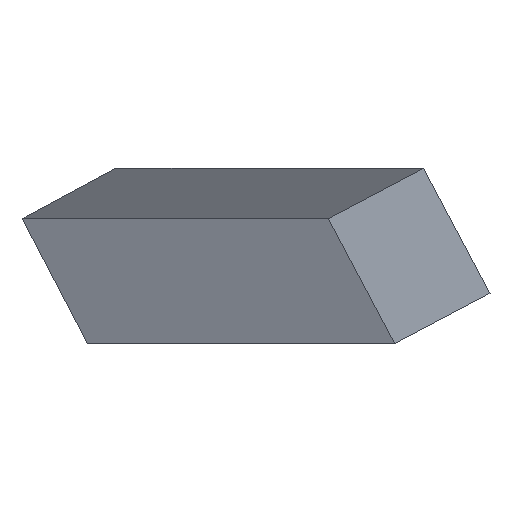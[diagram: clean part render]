
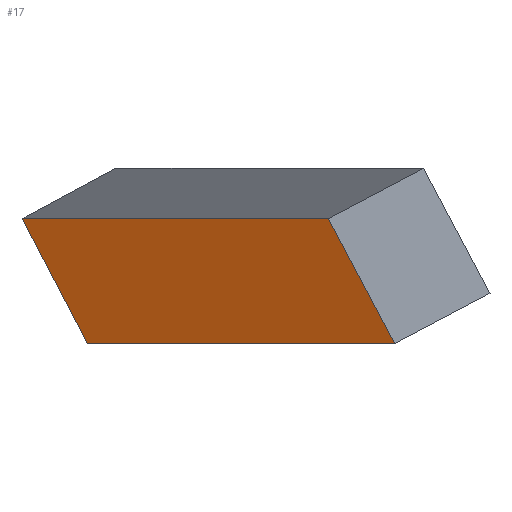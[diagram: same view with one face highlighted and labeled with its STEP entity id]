
A CAD part, front view. The second image highlights one B-rep face of the part: STEP entity #17.
In plain terms, the highlighted planar face has unit normal (-0.88, -0.077, -0.468).
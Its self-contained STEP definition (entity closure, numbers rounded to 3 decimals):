
#17 = ADVANCED_FACE('',(#18),#32,.F.);
#18 = FACE_BOUND('',#19,.F.);
#19 = EDGE_LOOP('',(#20,#53,#79,#105));
#20 = ORIENTED_EDGE('',*,*,#21,.F.);
#21 = EDGE_CURVE('',#22,#24,#26,.T.);
#22 = VERTEX_POINT('',#23);
#23 = CARTESIAN_POINT('',(5790.875,995.402,
    -4935.531));
#24 = VERTEX_POINT('',#25);
#25 = CARTESIAN_POINT('',(5876.623,15.295,
    -4935.531));
#26 = SURFACE_CURVE('',#27,(#31,#42),.PCURVE_S1.);
#27 = LINE('',#28,#29);
#28 = CARTESIAN_POINT('',(5833.531,507.849,
    -4935.531));
#29 = VECTOR('',#30,1.);
#30 = DIRECTION('',(0.087,-0.996,
    0.));
#31 = PCURVE('',#32,#37);
#32 = PLANE('',#33);
#33 = AXIS2_PLACEMENT_3D('',#34,#35,#36);
#34 = CARTESIAN_POINT('',(2521.518,220.604,
    1340.716));
#35 = DIRECTION('',(0.88,0.077,0.468));
#36 = DIRECTION('',(0.469,0.,-0.883)
  );
#37 = DEFINITIONAL_REPRESENTATION('',(#38),#41);
#38 = B_SPLINE_CURVE_WITH_KNOTS('',1,(#39,#40),.UNSPECIFIED.,.F.,.F.,(2,
    2),(-694.797,619.296),.PIECEWISE_BEZIER_KNOTS.);
#39 = CARTESIAN_POINT('',(7068.064,982.315));
#40 = CARTESIAN_POINT('',(7121.833,-330.677));
#41 = ( GEOMETRIC_REPRESENTATION_CONTEXT(2) 
PARAMETRIC_REPRESENTATION_CONTEXT() REPRESENTATION_CONTEXT('2D SPACE',''
  ) );
#42 = PCURVE('',#43,#48);
#43 = PLANE('',#44);
#44 = AXIS2_PLACEMENT_3D('',#45,#46,#47);
#45 = CARTESIAN_POINT('',(6303.583,546.454,
    -4685.716));
#46 = DIRECTION('',(0.466,0.041,-0.884));
#47 = DIRECTION('',(-0.884,0.,-0.467));
#48 = DEFINITIONAL_REPRESENTATION('',(#49),#52);
#49 = B_SPLINE_CURVE_WITH_KNOTS('',1,(#50,#51),.UNSPECIFIED.,.F.,.F.,(2,
    2),(-694.797,619.296),.PIECEWISE_BEZIER_KNOTS.);
#50 = CARTESIAN_POINT('',(585.867,654.092));
#51 = CARTESIAN_POINT('',(484.573,-656.091));
#52 = ( GEOMETRIC_REPRESENTATION_CONTEXT(2) 
PARAMETRIC_REPRESENTATION_CONTEXT() REPRESENTATION_CONTEXT('2D SPACE',''
  ) );
#53 = ORIENTED_EDGE('',*,*,#54,.T.);
#54 = EDGE_CURVE('',#22,#55,#57,.T.);
#55 = VERTEX_POINT('',#56);
#56 = CARTESIAN_POINT('',(5772.598,992.179,
    -4900.625));
#57 = SURFACE_CURVE('',#58,(#62,#68),.PCURVE_S1.);
#58 = LINE('',#59,#60);
#59 = CARTESIAN_POINT('',(2500.721,415.259,
    1347.799));
#60 = VECTOR('',#61,1.);
#61 = DIRECTION('',(-0.462,-0.082,0.883)
  );
#62 = PCURVE('',#32,#63);
#63 = DEFINITIONAL_REPRESENTATION('',(#64),#67);
#64 = B_SPLINE_CURVE_WITH_KNOTS('',1,(#65,#66),.UNSPECIFIED.,.F.,.F.,(2,
    2),(-12040332.249,12040300.107),
  .PIECEWISE_BEZIER_KNOTS.);
#65 = CARTESIAN_POINT('',(12000000.,984683.053));
#66 = CARTESIAN_POINT('',(-12000000.,-984289.955));
#67 = ( GEOMETRIC_REPRESENTATION_CONTEXT(2) 
PARAMETRIC_REPRESENTATION_CONTEXT() REPRESENTATION_CONTEXT('2D SPACE',''
  ) );
#68 = PCURVE('',#69,#74);
#69 = PLANE('',#70);
#70 = AXIS2_PLACEMENT_3D('',#71,#72,#73);
#71 = CARTESIAN_POINT('',(4.393,-24.911,0.));
#72 = DIRECTION('',(0.174,-0.985,0.));
#73 = DIRECTION('',(0.,0.,-1.));
#74 = DEFINITIONAL_REPRESENTATION('',(#75),#78);
#75 = B_SPLINE_CURVE_WITH_KNOTS('',1,(#76,#77),.UNSPECIFIED.,.F.,.F.,(2,
    2),(-12040332.249,12040300.107),
  .PIECEWISE_BEZIER_KNOTS.);
#76 = CARTESIAN_POINT('',(10629631.787,5655133.686));
#77 = CARTESIAN_POINT('',(-10632299.005,-5650048.918));
#78 = ( GEOMETRIC_REPRESENTATION_CONTEXT(2) 
PARAMETRIC_REPRESENTATION_CONTEXT() REPRESENTATION_CONTEXT('2D SPACE',''
  ) );
#79 = ORIENTED_EDGE('',*,*,#80,.T.);
#80 = EDGE_CURVE('',#55,#81,#83,.T.);
#81 = VERTEX_POINT('',#82);
#82 = CARTESIAN_POINT('',(5858.064,15.295,
    -4900.625));
#83 = SURFACE_CURVE('',#84,(#88,#94),.PCURVE_S1.);
#84 = LINE('',#85,#86);
#85 = CARTESIAN_POINT('',(5815.112,506.237,
    -4900.625));
#86 = VECTOR('',#87,1.);
#87 = DIRECTION('',(0.087,-0.996,
    0.));
#88 = PCURVE('',#32,#89);
#89 = DEFINITIONAL_REPRESENTATION('',(#90),#93);
#90 = B_SPLINE_CURVE_WITH_KNOTS('',1,(#91,#92),.UNSPECIFIED.,.F.,.F.,(2,
    2),(-696.414,617.679),.PIECEWISE_BEZIER_KNOTS.);
#91 = CARTESIAN_POINT('',(7028.531,982.315));
#92 = CARTESIAN_POINT('',(7082.3,-330.677));
#93 = ( GEOMETRIC_REPRESENTATION_CONTEXT(2) 
PARAMETRIC_REPRESENTATION_CONTEXT() REPRESENTATION_CONTEXT('2D SPACE',''
  ) );
#94 = PCURVE('',#95,#100);
#95 = PLANE('',#96);
#96 = AXIS2_PLACEMENT_3D('',#97,#98,#99);
#97 = CARTESIAN_POINT('',(6285.164,544.842,
    -4650.81));
#98 = DIRECTION('',(0.466,0.041,-0.884));
#99 = DIRECTION('',(-0.884,0.,-0.467));
#100 = DEFINITIONAL_REPRESENTATION('',(#101),#104);
#101 = B_SPLINE_CURVE_WITH_KNOTS('',1,(#102,#103),.UNSPECIFIED.,.F.,.F.,
  (2,2),(-696.414,617.679),.PIECEWISE_BEZIER_KNOTS.);
#102 = CARTESIAN_POINT('',(585.991,655.705));
#103 = CARTESIAN_POINT('',(484.698,-654.478));
#104 = ( GEOMETRIC_REPRESENTATION_CONTEXT(2) 
PARAMETRIC_REPRESENTATION_CONTEXT() REPRESENTATION_CONTEXT('2D SPACE',''
  ) );
#105 = ORIENTED_EDGE('',*,*,#106,.T.);
#106 = EDGE_CURVE('',#81,#24,#107,.T.);
#107 = SURFACE_CURVE('',#108,(#112,#118),.PCURVE_S1.);
#108 = LINE('',#109,#110);
#109 = CARTESIAN_POINT('',(2535.521,15.295,
    1348.162));
#110 = VECTOR('',#111,1.);
#111 = DIRECTION('',(0.469,0.,-0.883));
#112 = PCURVE('',#32,#113);
#113 = DEFINITIONAL_REPRESENTATION('',(#114),#117);
#114 = B_SPLINE_CURVE_WITH_KNOTS('',1,(#115,#116),.UNSPECIFIED.,.F.,.F.,
  (2,2),(-12000000.,12000000.),.PIECEWISE_BEZIER_KNOTS.);
#115 = CARTESIAN_POINT('',(-12000000.,-205.92));
#116 = CARTESIAN_POINT('',(12000000.,-205.92));
#117 = ( GEOMETRIC_REPRESENTATION_CONTEXT(2) 
PARAMETRIC_REPRESENTATION_CONTEXT() REPRESENTATION_CONTEXT('2D SPACE',''
  ) );
#118 = PCURVE('',#119,#124);
#119 = PLANE('',#120);
#120 = AXIS2_PLACEMENT_3D('',#121,#122,#123);
#121 = CARTESIAN_POINT('',(0.,15.295,0.));
#122 = DIRECTION('',(0.,1.,0.));
#123 = DIRECTION('',(0.,-0.,1.));
#124 = DEFINITIONAL_REPRESENTATION('',(#125),#128);
#125 = B_SPLINE_CURVE_WITH_KNOTS('',1,(#126,#127),.UNSPECIFIED.,.F.,.F.,
  (2,2),(-12000000.,12000000.),.PIECEWISE_BEZIER_KNOTS.);
#126 = CARTESIAN_POINT('',(10596716.512,-5631128.432));
#127 = CARTESIAN_POINT('',(-10594020.188,5636199.473));
#128 = ( GEOMETRIC_REPRESENTATION_CONTEXT(2) 
PARAMETRIC_REPRESENTATION_CONTEXT() REPRESENTATION_CONTEXT('2D SPACE',''
  ) );
